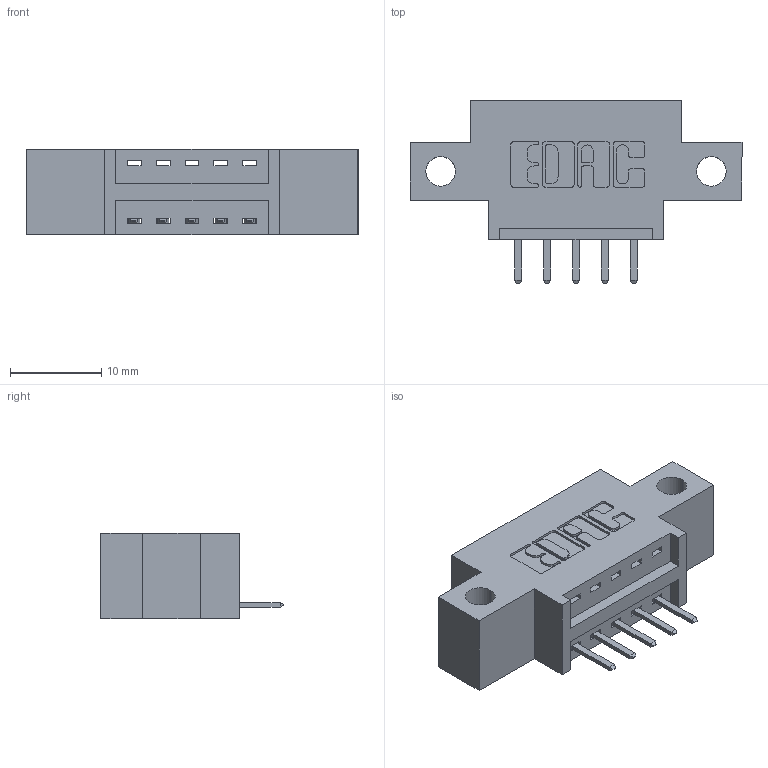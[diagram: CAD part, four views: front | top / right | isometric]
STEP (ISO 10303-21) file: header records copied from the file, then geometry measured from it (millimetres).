
FILE_DESCRIPTION (( 'STEP AP203' ), '1' );
FILE_NAME ('396-005-520-612.STEP', '2022-05-17T08:27:42', ( '' ), ( '' ), 'SwSTEP 2.0', 'SolidWorks 2020', '' );
FILE_SCHEMA (( 'CONFIG_CONTROL_DESIGN' ));
Length unit declared in the file: inch
Products named in the file (3): 396-005-520-612; 346 Part_0.170 Offset - Side Mount; 345-292-001_345-293-120
Assembly tree (6 placements, depth 2):
  396-005-520-612
    346 Part_0.170 Offset - Side Mount
    345-292-001_345-293-120  x5
Bounding box: 36.45 x 20.02 x 9.4 mm (x, y, z)
Volume: 2977.8 mm3; surface area: 3289.2 mm2
Topology: 6 solids, 6 shells, 436 faces, 1261 edges, 826 vertices
Faces by surface type: plane 290, cylinder 146
Entity records: 8333 total; most frequent: CARTESIAN_POINT 1459, ORIENTED_EDGE 1386, DIRECTION 1319, EDGE_CURVE 693, VECTOR 537, LINE 537, VERTEX_POINT 458, AXIS2_PLACEMENT_3D 391
